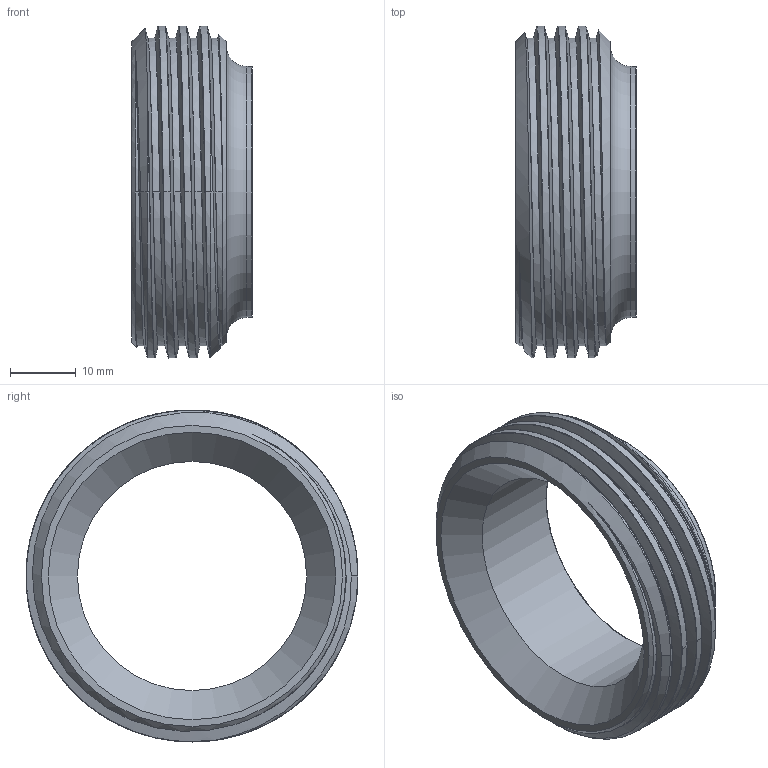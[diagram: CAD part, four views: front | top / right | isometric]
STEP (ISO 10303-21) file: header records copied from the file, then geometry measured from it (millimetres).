
FILE_DESCRIPTION(/* description */ (''),/* implementation_level */ '2;1');
FILE_NAME(/* name */ '15TRF-1.5.stp',/* time_stamp */ '2025-07-16T08:04:24-04:00',/* author */ ('brad'),/* organization */ (''),/* preprocessor_version */ 'ST-DEVELOPER v20',/* originating_system */ 'Autodesk Inventor 2025',/* authorisation */ '');
FILE_SCHEMA (('AUTOMOTIVE_DESIGN { 1 0 10303 214 3 1 1 }'));
Length unit declared in the file: inch
Products named in the file (1): 15TRF-1.5
Bounding box: 18.26 x 50.39 x 50.39 mm (x, y, z)
Volume: 12368.6 mm3; surface area: 7295.9 mm2
Topology: 1 solids, 1 shells, 30 faces, 77 edges, 50 vertices
Faces by surface type: cylinder 13, bspline 6, cone 5, torus 3, plane 3
Full cylindrical faces by diameter (mm): 34.798 x1, 38.1 x1, 46.736 x4, 50.394 x3
Entity records: 3517 total; most frequent: CARTESIAN_POINT 2808, ORIENTED_EDGE 154, DIRECTION 112, EDGE_CURVE 77, VERTEX_POINT 50, AXIS2_PLACEMENT_3D 48, B_SPLINE_CURVE_WITH_KNOTS 38, EDGE_LOOP 33
